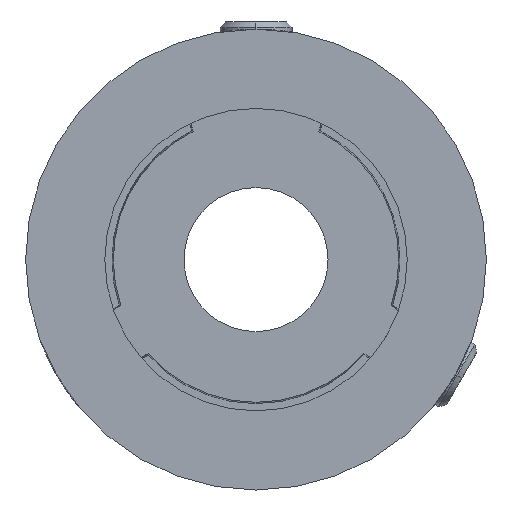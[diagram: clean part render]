
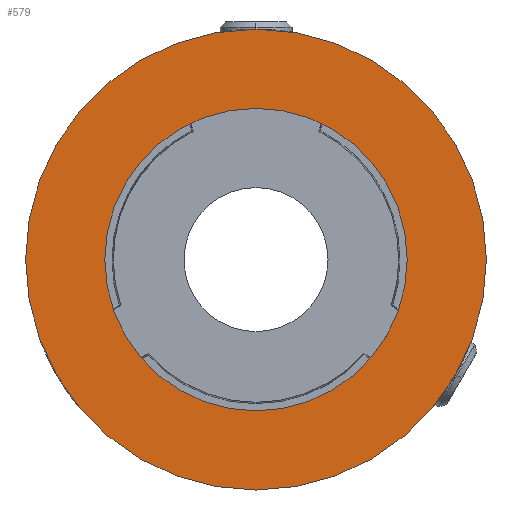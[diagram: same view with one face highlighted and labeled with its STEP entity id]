
A CAD part, left-side view. The second image highlights one B-rep face of the part: STEP entity #579.
In plain terms, the highlighted planar face has unit normal (-1, 0, 0).
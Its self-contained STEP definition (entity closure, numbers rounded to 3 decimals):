
#579=ADVANCED_FACE('',(#1174,#1175),#1176,.T.);
#1174=FACE_BOUND('',#2039,.T.);
#1175=FACE_OUTER_BOUND('',#2040,.T.);
#1176=PLANE('',#2041);
#2039=EDGE_LOOP('',(#3441,#3442));
#2040=EDGE_LOOP('',(#3443,#3444));
#2041=AXIS2_PLACEMENT_3D('',#3445,#3446,#3447);
#3441=ORIENTED_EDGE('',*,*,#4224,.T.);
#3442=ORIENTED_EDGE('',*,*,#4226,.T.);
#3443=ORIENTED_EDGE('',*,*,#4179,.T.);
#3444=ORIENTED_EDGE('',*,*,#4260,.T.);
#3445=CARTESIAN_POINT('',(0.,-16.0,0.0));
#3446=DIRECTION('',(-1.0,0.0,0.0));
#3447=DIRECTION('',(0.0,0.0,-1.0));
#4179=EDGE_CURVE('',#5004,#5011,#5013,.T.);
#4224=EDGE_CURVE('',#5076,#5080,#5082,.T.);
#4226=EDGE_CURVE('',#5080,#5076,#5084,.T.);
#4260=EDGE_CURVE('',#5011,#5004,#5118,.T.);
#5004=VERTEX_POINT('',#6395);
#5011=VERTEX_POINT('',#6422);
#5013=CIRCLE('',#6425,16.0);
#5076=VERTEX_POINT('',#6488);
#5080=VERTEX_POINT('',#6493);
#5082=CIRCLE('',#6496,10.5);
#5084=CIRCLE('',#6498,10.5);
#5118=CIRCLE('',#6532,16.0);
#6395=CARTESIAN_POINT('',(0.,0.0,-16.0));
#6422=CARTESIAN_POINT('',(0.,0.,16.0));
#6425=AXIS2_PLACEMENT_3D('',#7328,#7329,#7330);
#6488=CARTESIAN_POINT('',(0.0,0.0,-10.5));
#6493=CARTESIAN_POINT('',(0.0,0.,10.5));
#6496=AXIS2_PLACEMENT_3D('',#7426,#7427,#7428);
#6498=AXIS2_PLACEMENT_3D('',#7429,#7430,#7431);
#6532=AXIS2_PLACEMENT_3D('',#7468,#7469,#7470);
#7328=CARTESIAN_POINT('',(0.,0.0,0.0));
#7329=DIRECTION('',(-1.0,0.0,0.0));
#7330=DIRECTION('',(0.0,0.0,-1.0));
#7426=CARTESIAN_POINT('',(0.0,0.0,0.0));
#7427=DIRECTION('',(1.0,-0.0,0.0));
#7428=DIRECTION('',(0.0,0.0,-1.0));
#7429=CARTESIAN_POINT('',(0.0,0.0,0.0));
#7430=DIRECTION('',(1.0,-0.0,0.0));
#7431=DIRECTION('',(0.0,0.0,-1.0));
#7468=CARTESIAN_POINT('',(0.,0.0,0.0));
#7469=DIRECTION('',(-1.0,0.0,0.0));
#7470=DIRECTION('',(0.0,0.0,-1.0));
